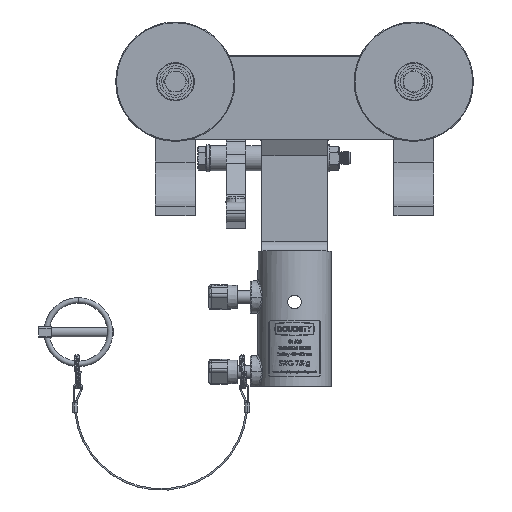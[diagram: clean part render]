
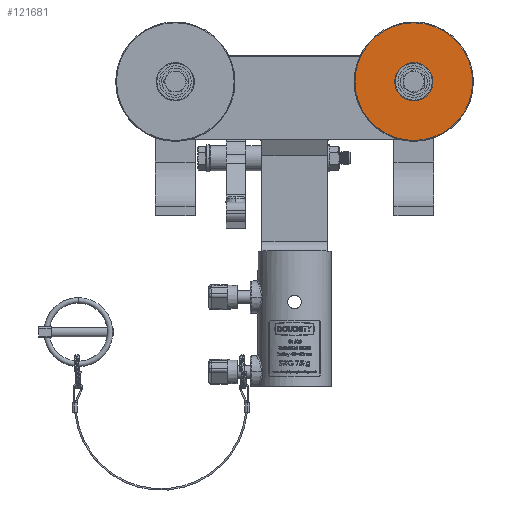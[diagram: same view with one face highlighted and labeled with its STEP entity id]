
A CAD part, top view. The second image highlights one B-rep face of the part: STEP entity #121681.
In plain terms, the highlighted face is planar.
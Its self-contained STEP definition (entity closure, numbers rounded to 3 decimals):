
#4381 = CIRCLE ( 'NONE', #32176, 12. ) ;
#4406 = CIRCLE ( 'NONE', #68059, 12. ) ;
#5032 = ORIENTED_EDGE ( 'NONE', *, *, #119447, .T. ) ;
#12844 = DIRECTION ( 'NONE',  ( 1., 0., 0. ) ) ;
#14626 = PLANE ( 'NONE',  #115434 ) ;
#15278 = DIRECTION ( 'NONE',  ( 0., 0., 1. ) ) ;
#19210 = EDGE_CURVE ( 'NONE', #70779, #98402, #110436, .T. ) ;
#21661 = AXIS2_PLACEMENT_3D ( 'NONE', #24043, #62532, #98992 ) ;
#23655 = CARTESIAN_POINT ( 'NONE',  ( -12., 0., -36.8 ) ) ;
#24043 = CARTESIAN_POINT ( 'NONE',  ( 0., 0., -36.8 ) ) ;
#32176 = AXIS2_PLACEMENT_3D ( 'NONE', #97223, #69372, #12844 ) ;
#38343 = DIRECTION ( 'NONE',  ( 0., 0., -1. ) ) ;
#42195 = VERTEX_POINT ( 'NONE', #57025 ) ;
#45960 = CIRCLE ( 'NONE', #111481, 37. ) ;
#53637 = VERTEX_POINT ( 'NONE', #23655 ) ;
#55893 = EDGE_LOOP ( 'NONE', ( #86262, #58336 ) ) ;
#57025 = CARTESIAN_POINT ( 'NONE',  ( 12., 0., -36.8 ) ) ;
#58336 = ORIENTED_EDGE ( 'NONE', *, *, #77263, .T. ) ;
#61985 = DIRECTION ( 'NONE',  ( 1., 0., 0. ) ) ;
#62532 = DIRECTION ( 'NONE',  ( 0., 0., -1. ) ) ;
#62623 = CARTESIAN_POINT ( 'NONE',  ( 37., 0., -36.8 ) ) ;
#65312 = CARTESIAN_POINT ( 'NONE',  ( -37., 0., -36.8 ) ) ;
#65768 = CARTESIAN_POINT ( 'NONE',  ( 0., 0., -36.8 ) ) ;
#68059 = AXIS2_PLACEMENT_3D ( 'NONE', #118521, #15278, #61985 ) ;
#69372 = DIRECTION ( 'NONE',  ( 0., 0., 1. ) ) ;
#70183 = EDGE_LOOP ( 'NONE', ( #5032, #101261 ) ) ;
#70779 = VERTEX_POINT ( 'NONE', #62623 ) ;
#77263 = EDGE_CURVE ( 'NONE', #98402, #70779, #45960, .T. ) ;
#81879 = FACE_BOUND ( 'NONE', #70183, .T. ) ;
#86262 = ORIENTED_EDGE ( 'NONE', *, *, #19210, .T. ) ;
#90040 = DIRECTION ( 'NONE',  ( 1., 0., 0. ) ) ;
#97223 = CARTESIAN_POINT ( 'NONE',  ( 0., 0., -36.8 ) ) ;
#97958 = FACE_OUTER_BOUND ( 'NONE', #55893, .T. ) ;
#98402 = VERTEX_POINT ( 'NONE', #65312 ) ;
#98610 = DIRECTION ( 'NONE',  ( 0., 0., 1. ) ) ;
#98992 = DIRECTION ( 'NONE',  ( 1., 0., 0. ) ) ;
#101261 = ORIENTED_EDGE ( 'NONE', *, *, #114432, .T. ) ;
#103847 = DIRECTION ( 'NONE',  ( 1., 0., 0. ) ) ;
#110436 = CIRCLE ( 'NONE', #21661, 37. ) ;
#111481 = AXIS2_PLACEMENT_3D ( 'NONE', #65768, #38343, #103847 ) ;
#114432 = EDGE_CURVE ( 'NONE', #53637, #42195, #4406, .T. ) ;
#115434 = AXIS2_PLACEMENT_3D ( 'NONE', #117458, #98610, #90040 ) ;
#117458 = CARTESIAN_POINT ( 'NONE',  ( 0., 12., -36.8 ) ) ;
#118521 = CARTESIAN_POINT ( 'NONE',  ( 0., 0., -36.8 ) ) ;
#119447 = EDGE_CURVE ( 'NONE', #42195, #53637, #4381, .T. ) ;
#121681 = ADVANCED_FACE ( 'NONE', ( #97958, #81879 ), #14626, .F. ) ;
